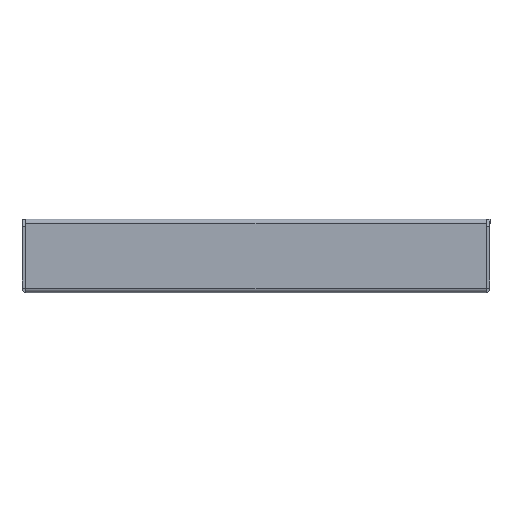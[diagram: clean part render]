
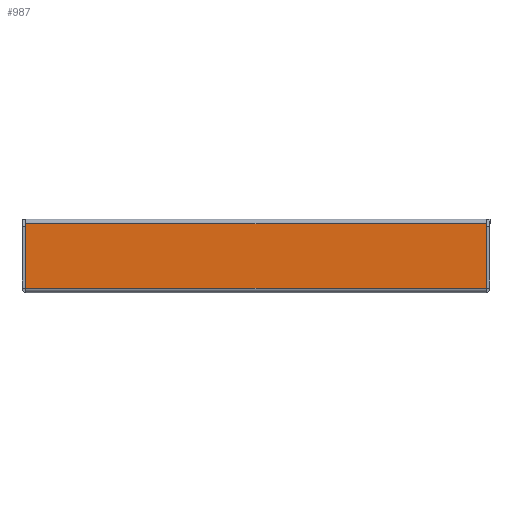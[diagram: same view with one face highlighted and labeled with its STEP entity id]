
A CAD part, top view. The second image highlights one B-rep face of the part: STEP entity #987.
In plain terms, the highlighted planar face has unit normal (0, 0, 1).
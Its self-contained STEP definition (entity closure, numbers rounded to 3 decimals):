
#155 = EDGE_CURVE ( 'NONE', #2284, #3624, #4194, .T. ) ;
#171 = CARTESIAN_POINT ( 'NONE',  ( 150.5, 43., 39. ) ) ;
#199 = ORIENTED_EDGE ( 'NONE', *, *, #1590, .T. ) ;
#300 = CARTESIAN_POINT ( 'NONE',  ( -150.5, 1., 39. ) ) ;
#460 = FACE_OUTER_BOUND ( 'NONE', #1820, .T. ) ;
#466 = DIRECTION ( 'NONE',  ( -1., 0., 0. ) ) ;
#479 = EDGE_CURVE ( 'NONE', #552, #3052, #2850, .T. ) ;
#543 = DIRECTION ( 'NONE',  ( 0., -1., 0. ) ) ;
#552 = VERTEX_POINT ( 'NONE', #3492 ) ;
#795 = CARTESIAN_POINT ( 'NONE',  ( 150.5, 0., 39. ) ) ;
#921 = CARTESIAN_POINT ( 'NONE',  ( -150.5, 0., 39. ) ) ;
#938 = EDGE_CURVE ( 'NONE', #2284, #552, #1412, .T. ) ;
#987 = ADVANCED_FACE ( 'NONE', ( #460 ), #2948, .F. ) ;
#1032 = VECTOR ( 'NONE', #2640, 1000. ) ;
#1072 = VECTOR ( 'NONE', #543, 1000. ) ;
#1412 = LINE ( 'NONE', #795, #2678 ) ;
#1590 = EDGE_CURVE ( 'NONE', #3052, #3624, #2834, .T. ) ;
#1706 = AXIS2_PLACEMENT_3D ( 'NONE', #4053, #4039, #466 ) ;
#1820 = EDGE_LOOP ( 'NONE', ( #3506, #199, #2585, #3655 ) ) ;
#2111 = CARTESIAN_POINT ( 'NONE',  ( -150.5, 1., 39. ) ) ;
#2278 = DIRECTION ( 'NONE',  ( 0., 1., 0. ) ) ;
#2284 = VERTEX_POINT ( 'NONE', #4187 ) ;
#2442 = DIRECTION ( 'NONE',  ( -1., 0., 0. ) ) ;
#2585 = ORIENTED_EDGE ( 'NONE', *, *, #155, .F. ) ;
#2640 = DIRECTION ( 'NONE',  ( -1., 0., 0. ) ) ;
#2678 = VECTOR ( 'NONE', #2278, 1000. ) ;
#2834 = LINE ( 'NONE', #921, #1072 ) ;
#2850 = LINE ( 'NONE', #171, #1032 ) ;
#2948 = PLANE ( 'NONE',  #1706 ) ;
#3052 = VERTEX_POINT ( 'NONE', #4399 ) ;
#3492 = CARTESIAN_POINT ( 'NONE',  ( 150.5, 43., 39. ) ) ;
#3506 = ORIENTED_EDGE ( 'NONE', *, *, #479, .T. ) ;
#3624 = VERTEX_POINT ( 'NONE', #300 ) ;
#3655 = ORIENTED_EDGE ( 'NONE', *, *, #938, .T. ) ;
#4039 = DIRECTION ( 'NONE',  ( 0., 0., -1. ) ) ;
#4053 = CARTESIAN_POINT ( 'NONE',  ( 0., 0., 39. ) ) ;
#4187 = CARTESIAN_POINT ( 'NONE',  ( 150.5, 1., 39. ) ) ;
#4194 = LINE ( 'NONE', #2111, #4369 ) ;
#4369 = VECTOR ( 'NONE', #2442, 1000. ) ;
#4399 = CARTESIAN_POINT ( 'NONE',  ( -150.5, 43., 39. ) ) ;
